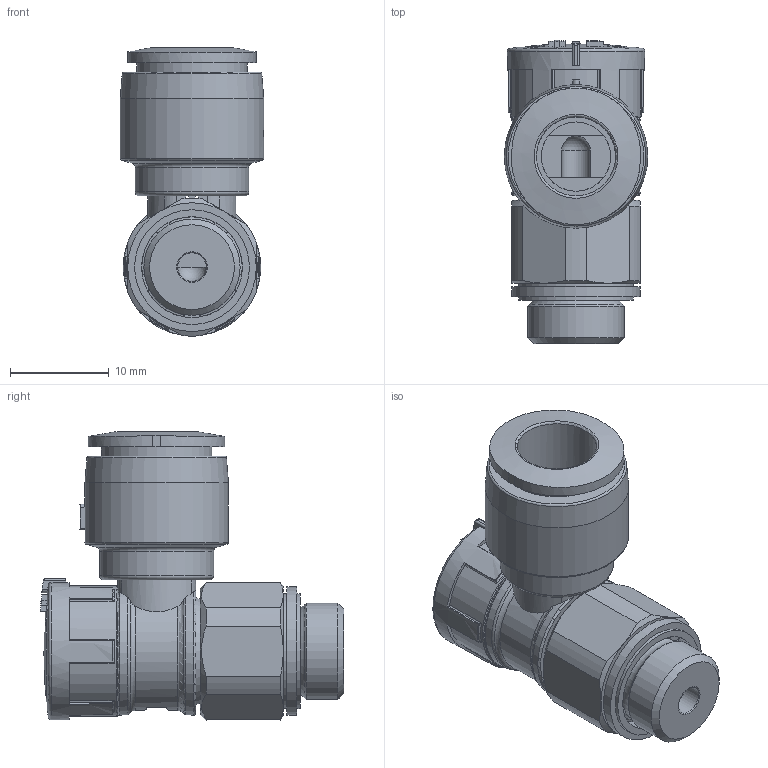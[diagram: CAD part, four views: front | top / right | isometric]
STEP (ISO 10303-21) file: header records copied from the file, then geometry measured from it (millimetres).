
FILE_DESCRIPTION(/* description */ ('STEP AP214'),/* implementation_level */ '2;1');
FILE_NAME(/* name */ '8068749_VFOE-LS-T-G18-Q8',/* time_stamp */ '2024-09-16T12:21:40+02:00',/* author */ ('License CC BY-ND 4.0'),/* organization */ ('CADENAS'),/* preprocessor_version */ 'ST-DEVELOPER v19.3',/* originating_system */ 'PARTsolutions',/* authorisation */ ' ');
FILE_SCHEMA (('AUTOMOTIVE_DESIGN {1 0 10303 214 3 1 1}'));
Length unit declared in the file: millimetre
Products named in the file (3): 8068749 VFOE-LS-T-G18-Q8---(high); 8068749 VFOE-LS-T-G18-Q8---(highp); 33840 OL-1/8
Assembly tree (2 placements, depth 2):
  8068749 VFOE-LS-T-G18-Q8---(high)
    8068749 VFOE-LS-T-G18-Q8---(highp)
    33840 OL-1/8
Bounding box: 14.5 x 30.66 x 29.14 mm (x, y, z)
Volume: 4804.5 mm3; surface area: 3451.8 mm2
Topology: 2 solids, 2 shells, 276 faces, 751 edges, 491 vertices
Faces by surface type: plane 135, cylinder 88, torus 32, cone 15, sphere 6
Full cylindrical faces by diameter (mm): 2.9 x1, 7 x1, 8 x1, 9.728 x1, 10.2 x1, 11.15 x1, 11.5 x1, 11.6 x2, 13 x1, 13.2 x1, 14.5 x1
Entity records: 10281 total; most frequent: CARTESIAN_POINT 1881, DIRECTION 1422, ORIENTED_EDGE 1404, EDGE_CURVE 702, AXIS2_PLACEMENT_3D 571, VERTEX_POINT 476, EDGE_LOOP 330, FACE_BOUND 330
